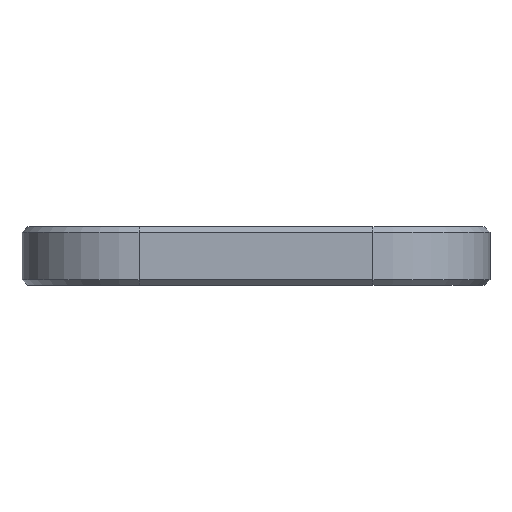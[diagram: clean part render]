
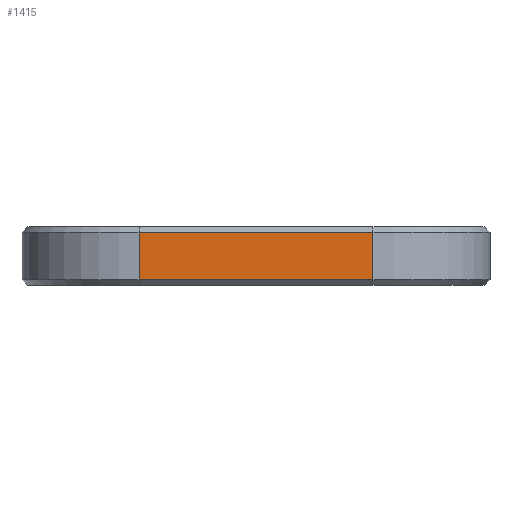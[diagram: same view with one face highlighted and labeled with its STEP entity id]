
A CAD part, front view. The second image highlights one B-rep face of the part: STEP entity #1415.
In plain terms, the highlighted planar face has unit normal (0, -1, 0).
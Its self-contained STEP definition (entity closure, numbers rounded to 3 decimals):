
#158 = PLANE('',#159);
#159 = AXIS2_PLACEMENT_3D('',#160,#161,#162);
#160 = CARTESIAN_POINT('',(0.,-6.1,0.15));
#161 = DIRECTION('',(0.,-0.707,-0.707));
#162 = DIRECTION('',(-1.,-0.,-0.));
#600 = VERTEX_POINT('',#601);
#601 = CARTESIAN_POINT('',(12.5,-6.25,0.3));
#637 = CYLINDRICAL_SURFACE('',#638,6.25);
#638 = AXIS2_PLACEMENT_3D('',#639,#640,#641);
#639 = CARTESIAN_POINT('',(12.5,0.,0.));
#640 = DIRECTION('',(-0.,-0.,-1.));
#641 = DIRECTION('',(1.,0.,0.));
#709 = VERTEX_POINT('',#710);
#710 = CARTESIAN_POINT('',(0.,-6.25,0.3));
#731 = EDGE_CURVE('',#709,#600,#732,.T.);
#732 = SURFACE_CURVE('',#733,(#737,#744),.PCURVE_S1.);
#733 = LINE('',#734,#735);
#734 = CARTESIAN_POINT('',(0.,-6.25,0.3));
#735 = VECTOR('',#736,1.);
#736 = DIRECTION('',(1.,0.,0.));
#737 = PCURVE('',#158,#738);
#738 = DEFINITIONAL_REPRESENTATION('',(#739),#743);
#739 = LINE('',#740,#741);
#740 = CARTESIAN_POINT('',(-0.,-0.212));
#741 = VECTOR('',#742,1.);
#742 = DIRECTION('',(-1.,0.));
#743 = ( GEOMETRIC_REPRESENTATION_CONTEXT(2) 
PARAMETRIC_REPRESENTATION_CONTEXT() REPRESENTATION_CONTEXT('2D SPACE',''
  ) );
#744 = PCURVE('',#745,#750);
#745 = PLANE('',#746);
#746 = AXIS2_PLACEMENT_3D('',#747,#748,#749);
#747 = CARTESIAN_POINT('',(0.,-6.25,0.));
#748 = DIRECTION('',(0.,1.,0.));
#749 = DIRECTION('',(1.,0.,0.));
#750 = DEFINITIONAL_REPRESENTATION('',(#751),#755);
#751 = LINE('',#752,#753);
#752 = CARTESIAN_POINT('',(0.,-0.3));
#753 = VECTOR('',#754,1.);
#754 = DIRECTION('',(1.,0.));
#755 = ( GEOMETRIC_REPRESENTATION_CONTEXT(2) 
PARAMETRIC_REPRESENTATION_CONTEXT() REPRESENTATION_CONTEXT('2D SPACE',''
  ) );
#778 = CYLINDRICAL_SURFACE('',#779,6.25);
#779 = AXIS2_PLACEMENT_3D('',#780,#781,#782);
#780 = CARTESIAN_POINT('',(0.,0.,0.));
#781 = DIRECTION('',(-0.,-0.,-1.));
#782 = DIRECTION('',(1.,0.,0.));
#1310 = EDGE_CURVE('',#600,#1311,#1313,.T.);
#1311 = VERTEX_POINT('',#1312);
#1312 = CARTESIAN_POINT('',(12.5,-6.25,2.825));
#1313 = SURFACE_CURVE('',#1314,(#1318,#1325),.PCURVE_S1.);
#1314 = LINE('',#1315,#1316);
#1315 = CARTESIAN_POINT('',(12.5,-6.25,0.));
#1316 = VECTOR('',#1317,1.);
#1317 = DIRECTION('',(0.,0.,1.));
#1318 = PCURVE('',#637,#1319);
#1319 = DEFINITIONAL_REPRESENTATION('',(#1320),#1324);
#1320 = LINE('',#1321,#1322);
#1321 = CARTESIAN_POINT('',(-4.712,0.));
#1322 = VECTOR('',#1323,1.);
#1323 = DIRECTION('',(-0.,-1.));
#1324 = ( GEOMETRIC_REPRESENTATION_CONTEXT(2) 
PARAMETRIC_REPRESENTATION_CONTEXT() REPRESENTATION_CONTEXT('2D SPACE',''
  ) );
#1325 = PCURVE('',#745,#1326);
#1326 = DEFINITIONAL_REPRESENTATION('',(#1327),#1331);
#1327 = LINE('',#1328,#1329);
#1328 = CARTESIAN_POINT('',(12.5,0.));
#1329 = VECTOR('',#1330,1.);
#1330 = DIRECTION('',(0.,-1.));
#1331 = ( GEOMETRIC_REPRESENTATION_CONTEXT(2) 
PARAMETRIC_REPRESENTATION_CONTEXT() REPRESENTATION_CONTEXT('2D SPACE',''
  ) );
#1415 = ADVANCED_FACE('',(#1416),#745,.F.);
#1416 = FACE_BOUND('',#1417,.F.);
#1417 = EDGE_LOOP('',(#1418,#1441,#1467,#1468));
#1418 = ORIENTED_EDGE('',*,*,#1419,.T.);
#1419 = EDGE_CURVE('',#709,#1420,#1422,.T.);
#1420 = VERTEX_POINT('',#1421);
#1421 = CARTESIAN_POINT('',(0.,-6.25,2.825));
#1422 = SURFACE_CURVE('',#1423,(#1427,#1434),.PCURVE_S1.);
#1423 = LINE('',#1424,#1425);
#1424 = CARTESIAN_POINT('',(0.,-6.25,0.));
#1425 = VECTOR('',#1426,1.);
#1426 = DIRECTION('',(0.,0.,1.));
#1427 = PCURVE('',#745,#1428);
#1428 = DEFINITIONAL_REPRESENTATION('',(#1429),#1433);
#1429 = LINE('',#1430,#1431);
#1430 = CARTESIAN_POINT('',(0.,0.));
#1431 = VECTOR('',#1432,1.);
#1432 = DIRECTION('',(0.,-1.));
#1433 = ( GEOMETRIC_REPRESENTATION_CONTEXT(2) 
PARAMETRIC_REPRESENTATION_CONTEXT() REPRESENTATION_CONTEXT('2D SPACE',''
  ) );
#1434 = PCURVE('',#778,#1435);
#1435 = DEFINITIONAL_REPRESENTATION('',(#1436),#1440);
#1436 = LINE('',#1437,#1438);
#1437 = CARTESIAN_POINT('',(-4.712,0.));
#1438 = VECTOR('',#1439,1.);
#1439 = DIRECTION('',(-0.,-1.));
#1440 = ( GEOMETRIC_REPRESENTATION_CONTEXT(2) 
PARAMETRIC_REPRESENTATION_CONTEXT() REPRESENTATION_CONTEXT('2D SPACE',''
  ) );
#1441 = ORIENTED_EDGE('',*,*,#1442,.T.);
#1442 = EDGE_CURVE('',#1420,#1311,#1443,.T.);
#1443 = SURFACE_CURVE('',#1444,(#1448,#1455),.PCURVE_S1.);
#1444 = LINE('',#1445,#1446);
#1445 = CARTESIAN_POINT('',(0.,-6.25,2.825));
#1446 = VECTOR('',#1447,1.);
#1447 = DIRECTION('',(1.,0.,0.));
#1448 = PCURVE('',#745,#1449);
#1449 = DEFINITIONAL_REPRESENTATION('',(#1450),#1454);
#1450 = LINE('',#1451,#1452);
#1451 = CARTESIAN_POINT('',(0.,-2.825));
#1452 = VECTOR('',#1453,1.);
#1453 = DIRECTION('',(1.,0.));
#1454 = ( GEOMETRIC_REPRESENTATION_CONTEXT(2) 
PARAMETRIC_REPRESENTATION_CONTEXT() REPRESENTATION_CONTEXT('2D SPACE',''
  ) );
#1455 = PCURVE('',#1456,#1461);
#1456 = PLANE('',#1457);
#1457 = AXIS2_PLACEMENT_3D('',#1458,#1459,#1460);
#1458 = CARTESIAN_POINT('',(0.,-6.1,2.975));
#1459 = DIRECTION('',(0.,0.707,-0.707));
#1460 = DIRECTION('',(-1.,-0.,-0.));
#1461 = DEFINITIONAL_REPRESENTATION('',(#1462),#1466);
#1462 = LINE('',#1463,#1464);
#1463 = CARTESIAN_POINT('',(-0.,-0.212));
#1464 = VECTOR('',#1465,1.);
#1465 = DIRECTION('',(-1.,0.));
#1466 = ( GEOMETRIC_REPRESENTATION_CONTEXT(2) 
PARAMETRIC_REPRESENTATION_CONTEXT() REPRESENTATION_CONTEXT('2D SPACE',''
  ) );
#1467 = ORIENTED_EDGE('',*,*,#1310,.F.);
#1468 = ORIENTED_EDGE('',*,*,#731,.F.);
